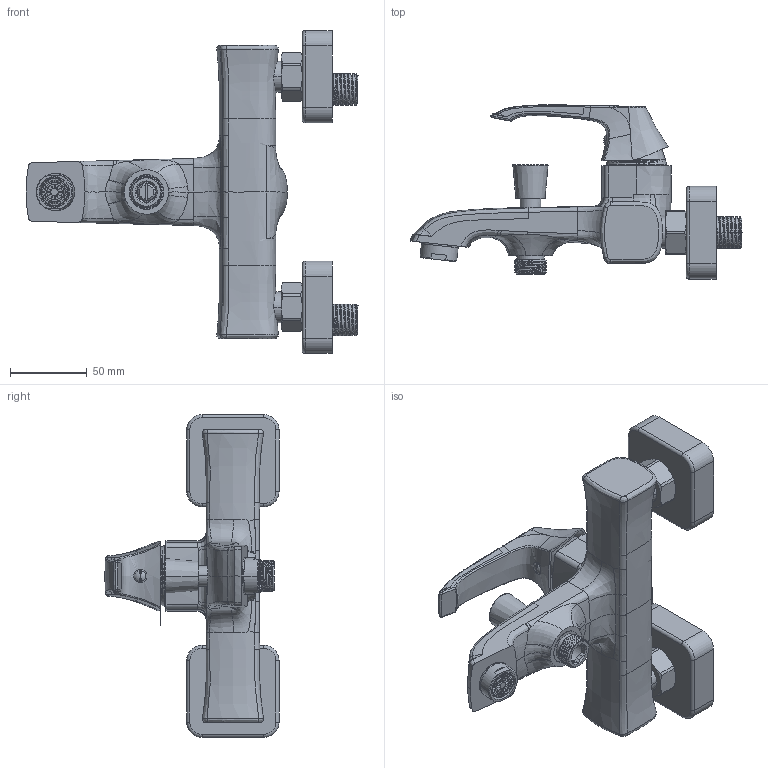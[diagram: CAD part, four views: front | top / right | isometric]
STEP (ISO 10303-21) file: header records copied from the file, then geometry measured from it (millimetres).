
FILE_DESCRIPTION((''),'2;1');
FILE_NAME('M31360-148C_ASM','2023-07-07T17:19:23',('Admin'),(''),'CREO PARAMETRIC BY PTC INC, 2018050','CREO PARAMETRIC BY PTC INC, 2018050','');
FILE_SCHEMA(('CONFIG_CONTROL_DESIGN'));
Products named in the file (30): M31360; S22010; R23337; C19001; R23212; S22010_ASM; P01162; S02008; C13001; P37002; R23005; C13001_ASM; C03043; C17501; R23508_AF0; C17501_ASM; C15003; R23390_AF0; R23511; C15003_ASM; C17004; R23336_AF0; C17004_ASM; C14018; S30504; S32015; H148; S38052; P21018; M31360-148C_ASM
Assembly tree (33 placements, depth 3):
  M31360-148C_ASM
    M31360
    S22010_ASM  x2
      S22010
      R23337
      C19001
      R23212
    P01162
    S02008
    C13001_ASM
      C13001
      P37002
      R23005
    C03043
    C17501_ASM
      C17501
      R23508_AF0
    C15003_ASM
      C15003
      R23390_AF0
      R23511  x2
    C17004_ASM
      C17004
      R23336_AF0
    C14018
    S30504  x2
    S32015  x2
    H148
    S38052
    P21018
Bounding box: 215.91 x 113.18 x 210 mm (x, y, z)
Volume: 248632.5 mm3; surface area: 212521.9 mm2
Topology: 34 solids, 57 shells, 2859 faces, 7017 edges, 4455 vertices
Faces by surface type: cylinder 1064, plane 912, bspline 584, torus 140, cone 130, sphere 20, extrusion 9
Entity records: 137564 total; most frequent: CARTESIAN_POINT 80424, ORIENTED_EDGE 12747, DIRECTION 9850, EDGE_CURVE 6425, VERTEX_POINT 4088, AXIS2_PLACEMENT_3D 3803, EDGE_LOOP 2950, FACE_OUTER_BOUND 2635
